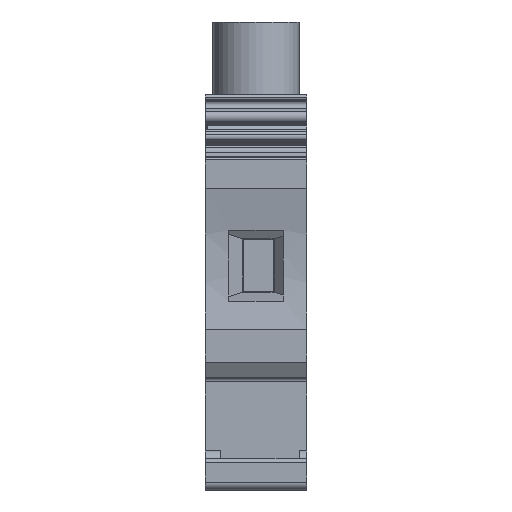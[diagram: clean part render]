
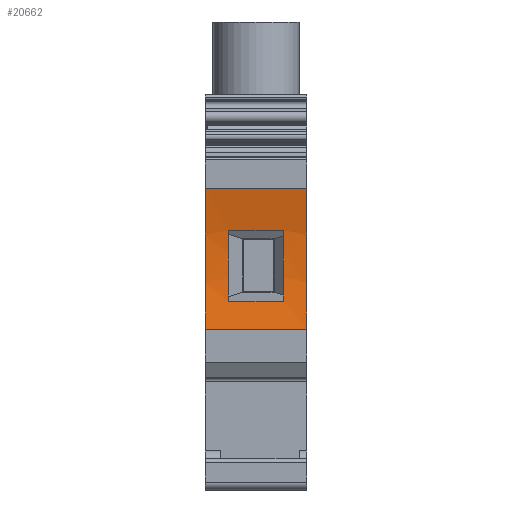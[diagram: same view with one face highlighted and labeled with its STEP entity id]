
A CAD part, left-side view. The second image highlights one B-rep face of the part: STEP entity #20662.
In plain terms, the highlighted cylindrical face has radius 37.368 mm (diameter 74.736 mm), a partial arc.
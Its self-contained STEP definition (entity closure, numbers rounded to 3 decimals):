
#183=CYLINDRICAL_SURFACE('',#21707,37.368);
#427=CIRCLE('',#21567,37.368);
#455=CIRCLE('',#21601,37.368);
#456=CIRCLE('',#21603,37.368);
#491=CIRCLE('',#21708,37.368);
#2842=ORIENTED_EDGE('',*,*,#6591,.T.);
#2843=ORIENTED_EDGE('',*,*,#6592,.F.);
#2844=ORIENTED_EDGE('',*,*,#6317,.F.);
#2845=ORIENTED_EDGE('',*,*,#6590,.T.);
#2846=ORIENTED_EDGE('',*,*,#5184,.F.);
#2847=ORIENTED_EDGE('',*,*,#6400,.T.);
#2848=ORIENTED_EDGE('',*,*,#5344,.F.);
#2849=ORIENTED_EDGE('',*,*,#6399,.F.);
#5184=EDGE_CURVE('',#7416,#7417,#8894,.T.);
#5344=EDGE_CURVE('',#7536,#7537,#9023,.F.);
#6317=EDGE_CURVE('',#8226,#8227,#427,.T.);
#6399=EDGE_CURVE('',#7417,#7536,#455,.T.);
#6400=EDGE_CURVE('',#7416,#7537,#456,.T.);
#6590=EDGE_CURVE('',#8226,#8423,#10054,.T.);
#6591=EDGE_CURVE('',#8423,#8424,#491,.T.);
#6592=EDGE_CURVE('',#8227,#8424,#10055,.T.);
#7416=VERTEX_POINT('',#26547);
#7417=VERTEX_POINT('',#26549);
#7536=VERTEX_POINT('',#26855);
#7537=VERTEX_POINT('',#26857);
#8226=VERTEX_POINT('',#29183);
#8227=VERTEX_POINT('',#29185);
#8423=VERTEX_POINT('',#29731);
#8424=VERTEX_POINT('',#29735);
#8894=LINE('',#26548,#10722);
#9023=LINE('',#26856,#10851);
#10054=LINE('',#29732,#11882);
#10055=LINE('',#29736,#11883);
#10722=VECTOR('',#22366,1000.);
#10851=VECTOR('',#22613,1000.);
#11882=VECTOR('',#24730,1000.);
#11883=VECTOR('',#24735,1000.);
#12876=EDGE_LOOP('',(#2842,#2843,#2844,#2845));
#12877=EDGE_LOOP('',(#2846,#2847,#2848,#2849));
#13727=FACE_BOUND('',#12876,.T.);
#13728=FACE_BOUND('',#12877,.T.);
#20662=ADVANCED_FACE('',(#13727,#13728),#183,.F.);
#21567=AXIS2_PLACEMENT_3D('',#29184,#24243,#24244);
#21601=AXIS2_PLACEMENT_3D('',#29348,#24365,#24366);
#21603=AXIS2_PLACEMENT_3D('',#29350,#24369,#24370);
#21707=AXIS2_PLACEMENT_3D('',#29733,#24731,#24732);
#21708=AXIS2_PLACEMENT_3D('',#29734,#24733,#24734);
#22366=DIRECTION('',(0.,-1.,0.));
#22613=DIRECTION('',(0.,-1.,0.));
#24243=DIRECTION('',(0.,-1.,0.));
#24244=DIRECTION('',(0.,0.,-1.));
#24365=DIRECTION('',(0.,-1.,0.));
#24366=DIRECTION('',(0.,0.,-1.));
#24369=DIRECTION('',(0.,-1.,0.));
#24370=DIRECTION('',(0.,0.,-1.));
#24730=DIRECTION('',(0.,-1.,0.));
#24731=DIRECTION('',(0.,-1.,0.));
#24732=DIRECTION('',(0.,0.,-1.));
#24733=DIRECTION('',(0.,-1.,0.));
#24734=DIRECTION('',(-1.,0.,0.));
#24735=DIRECTION('',(0.,-1.,0.));
#26547=CARTESIAN_POINT('',(-30.294,10.5,-1.161));
#26548=CARTESIAN_POINT('',(-30.294,81.514,-1.161));
#26549=CARTESIAN_POINT('',(-30.294,3.5,-1.161));
#26855=CARTESIAN_POINT('',(-30.079,3.5,7.903));
#26856=CARTESIAN_POINT('',(-30.079,81.514,7.903));
#26857=CARTESIAN_POINT('',(-30.079,10.5,7.903));
#29183=CARTESIAN_POINT('',(-31.,13.5,-4.75));
#29184=CARTESIAN_POINT('',(-67.268,13.5,4.25));
#29185=CARTESIAN_POINT('',(-31.,13.5,13.25));
#29348=CARTESIAN_POINT('',(-67.268,3.5,4.25));
#29350=CARTESIAN_POINT('',(-67.268,10.5,4.25));
#29731=CARTESIAN_POINT('',(-31.,0.5,-4.75));
#29732=CARTESIAN_POINT('',(-31.,81.514,-4.75));
#29733=CARTESIAN_POINT('',(-67.268,81.514,4.25));
#29734=CARTESIAN_POINT('',(-67.268,0.5,4.25));
#29735=CARTESIAN_POINT('',(-31.,0.5,13.25));
#29736=CARTESIAN_POINT('',(-31.,81.514,13.25));
